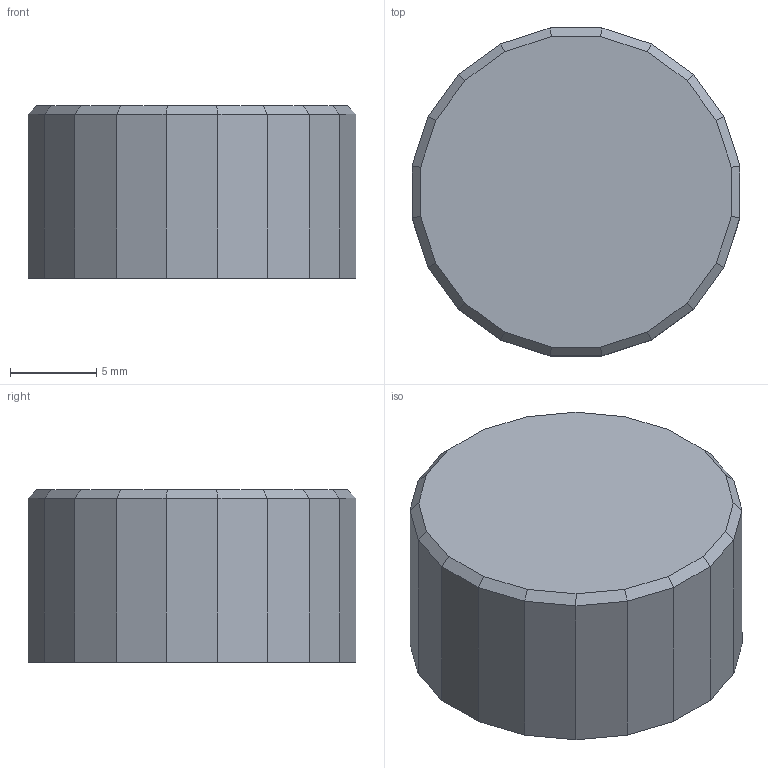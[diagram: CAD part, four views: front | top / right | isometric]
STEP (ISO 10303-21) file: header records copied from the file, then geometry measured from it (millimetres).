
FILE_DESCRIPTION(/* description */ (''),/* implementation_level */ '2;1');
FILE_NAME(/* name */ 'M5-Remote knob with offset.step',/* time_stamp */ '2024-03-10T17:15:57-05:00',/* author */ (''),/* organization */ (''),/* preprocessor_version */ 'ST-DEVELOPER v20',/* originating_system */ 'Autodesk Translation Framework v12.20.1.177',/* authorisation */ '');
FILE_SCHEMA (('AUTOMOTIVE_DESIGN { 1 0 10303 214 3 1 1 }'));
Length unit declared in the file: millimetre
Products named in the file (2): (Unsaved); knob
Assembly tree (1 placements, depth 2):
  (Unsaved)
    knob
Bounding box: 19 x 19 x 10 mm (x, y, z)
Volume: 2457.9 mm3; surface area: 1344.8 mm2
Topology: 1 solids, 1 shells, 47 faces, 109 edges, 66 vertices
Faces by surface type: plane 45, cylinder 2
Full cylindrical faces by diameter (mm): 15 x1
Entity records: 1347 total; most frequent: CARTESIAN_POINT 225, ORIENTED_EDGE 218, DIRECTION 213, EDGE_CURVE 109, LINE 105, VECTOR 105, VERTEX_POINT 66, AXIS2_PLACEMENT_3D 54
